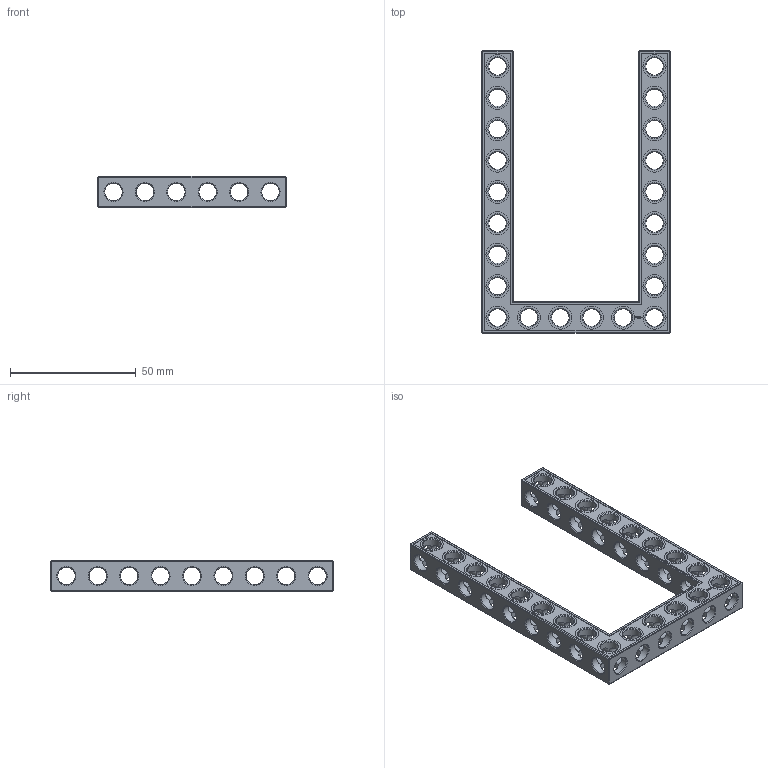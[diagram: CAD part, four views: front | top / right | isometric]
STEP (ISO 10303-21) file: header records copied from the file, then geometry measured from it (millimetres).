
FILE_DESCRIPTION(('FreeCAD Model'),'2;1');
FILE_NAME('Open CASCADE Shape Model','2022-02-23T18:25:49',( 'Paulo Kiefe'),('STEMFIE.org'),'Open CASCADE STEP processor 7.5', 'FreeCAD','Unknown');
FILE_SCHEMA(('AUTOMOTIVE_DESIGN { 1 0 10303 214 1 1 1 1 }'));
Products named in the file (1): Beam AGD ESS USH SYM BU06x09x01 - SPN-BEM-0365 (stemfie.org)
Bounding box: 75 x 112.5 x 12.5 mm (x, y, z)
Volume: 21499.1 mm3; surface area: 19284.1 mm2
Topology: 1 solids, 1 shells, 812 faces, 2398 edges, 1555 vertices
Faces by surface type: plane 395, extrusion 194, cylinder 133, cone 90
Full cylindrical faces by diameter (mm): 6.98 x20, 7 x91, 9.2 x22
Entity records: 142906 total; most frequent: CARTESIAN_POINT 98157, DIRECTION 7080, VECTOR 4888, ORIENTED_EDGE 4796, PCURVE 4796, DEFINITIONAL_REPRESENTATION 4796, LINE 4694, EDGE_CURVE 2398
